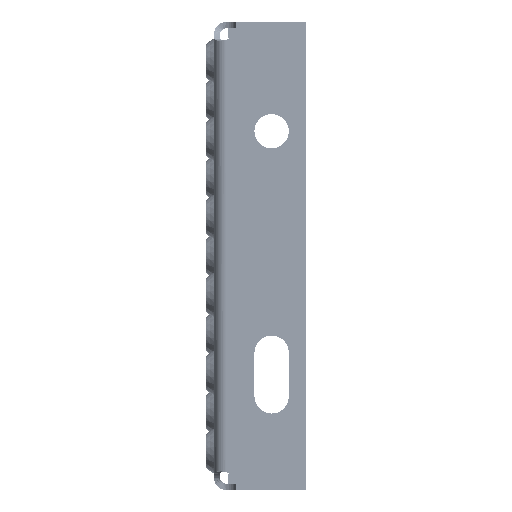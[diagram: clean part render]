
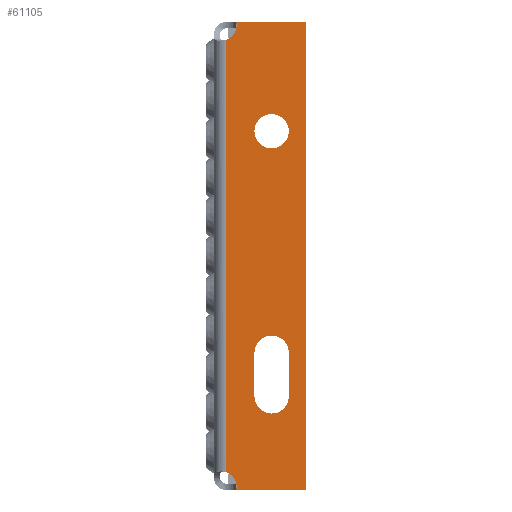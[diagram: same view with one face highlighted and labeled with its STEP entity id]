
A CAD part, left-side view. The second image highlights one B-rep face of the part: STEP entity #61105.
In plain terms, the highlighted planar face has unit normal (-1, 0, 0).
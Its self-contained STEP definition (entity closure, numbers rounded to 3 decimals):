
#1241 = VECTOR ( 'NONE', #37503, 1000. ) ;
#1979 = VERTEX_POINT ( 'NONE', #75539 ) ;
#2293 = ORIENTED_EDGE ( 'NONE', *, *, #30923, .F. ) ;
#3416 = CARTESIAN_POINT ( 'NONE',  ( -350., -7.187, 75. ) ) ;
#4055 = DIRECTION ( 'NONE',  ( 0., -1., 0. ) ) ;
#4258 = EDGE_CURVE ( 'NONE', #68638, #40837, #29619, .T. ) ;
#4993 = AXIS2_PLACEMENT_3D ( 'NONE', #101391, #47424, #110435 ) ;
#5489 = CARTESIAN_POINT ( 'NONE',  ( -350., -2.288, 74. ) ) ;
#6861 = FACE_BOUND ( 'NONE', #116029, .T. ) ;
#6934 = LINE ( 'NONE', #91907, #1241 ) ;
#10217 = LINE ( 'NONE', #30761, #58254 ) ;
#10394 = CIRCLE ( 'NONE', #4993, 5. ) ;
#11568 = CARTESIAN_POINT ( 'NONE',  ( -350., -18.498, 40. ) ) ;
#11633 = ORIENTED_EDGE ( 'NONE', *, *, #116156, .T. ) ;
#13290 = CARTESIAN_POINT ( 'NONE',  ( -350., -12.998, -31. ) ) ;
#13862 = AXIS2_PLACEMENT_3D ( 'NONE', #112197, #58192, #4055 ) ;
#14596 = DIRECTION ( 'NONE',  ( 0., 0., 1. ) ) ;
#17631 = LINE ( 'NONE', #21535, #89614 ) ;
#17717 = CIRCLE ( 'NONE', #20098, 5.5 ) ;
#18351 = ORIENTED_EDGE ( 'NONE', *, *, #33582, .T. ) ;
#19574 = CIRCLE ( 'NONE', #66744, 5.5 ) ;
#20098 = AXIS2_PLACEMENT_3D ( 'NONE', #96423, #42416, #105460 ) ;
#20686 = DIRECTION ( 'NONE',  ( 0., -1., 0. ) ) ;
#21535 = CARTESIAN_POINT ( 'NONE',  ( -350., -29.498, -75. ) ) ;
#23142 = VECTOR ( 'NONE', #70149, 1000. ) ;
#25418 = EDGE_CURVE ( 'NONE', #40837, #32655, #17631, .T. ) ;
#25975 = CARTESIAN_POINT ( 'NONE',  ( -350., -23.998, -31. ) ) ;
#28439 = DIRECTION ( 'NONE',  ( 0., 0., 1. ) ) ;
#29619 = LINE ( 'NONE', #50800, #53633 ) ;
#30761 = CARTESIAN_POINT ( 'NONE',  ( -350., -29.498, 75. ) ) ;
#30923 = EDGE_CURVE ( 'NONE', #80942, #79632, #68766, .T. ) ;
#31856 = DIRECTION ( 'NONE',  ( -1., 0., 0. ) ) ;
#32655 = VERTEX_POINT ( 'NONE', #77166 ) ;
#32698 = EDGE_CURVE ( 'NONE', #114804, #1979, #17717, .T. ) ;
#33582 = EDGE_CURVE ( 'NONE', #113242, #68638, #10394, .T. ) ;
#34977 = LINE ( 'NONE', #45431, #80152 ) ;
#35741 = AXIS2_PLACEMENT_3D ( 'NONE', #100232, #82489, #28439 ) ;
#36645 = ORIENTED_EDGE ( 'NONE', *, *, #4258, .T. ) ;
#37331 = EDGE_CURVE ( 'NONE', #32655, #74473, #10217, .T. ) ;
#37503 = DIRECTION ( 'NONE',  ( 0., 0., -1. ) ) ;
#38796 = CARTESIAN_POINT ( 'NONE',  ( -350., -4., 69.302 ) ) ;
#40331 = ORIENTED_EDGE ( 'NONE', *, *, #113910, .F. ) ;
#40837 = VERTEX_POINT ( 'NONE', #86857 ) ;
#42416 = DIRECTION ( 'NONE',  ( -1., 0., 0. ) ) ;
#44695 = ORIENTED_EDGE ( 'NONE', *, *, #25418, .T. ) ;
#45431 = CARTESIAN_POINT ( 'NONE',  ( -350., -23.998, -74. ) ) ;
#46043 = AXIS2_PLACEMENT_3D ( 'NONE', #5489, #68728, #14596 ) ;
#47424 = DIRECTION ( 'NONE',  ( 1., 0., 0. ) ) ;
#47961 = EDGE_CURVE ( 'NONE', #107171, #53365, #19574, .T. ) ;
#48525 = ORIENTED_EDGE ( 'NONE', *, *, #53519, .F. ) ;
#50800 = CARTESIAN_POINT ( 'NONE',  ( -350., -7.187, -75. ) ) ;
#53365 = VERTEX_POINT ( 'NONE', #13290 ) ;
#53519 = EDGE_CURVE ( 'NONE', #113242, #73841, #71197, .T. ) ;
#53633 = VECTOR ( 'NONE', #113814, 1000. ) ;
#54487 = DIRECTION ( 'NONE',  ( 0., 0., 1. ) ) ;
#57585 = DIRECTION ( 'NONE',  ( 0., 1., 0. ) ) ;
#58192 = DIRECTION ( 'NONE',  ( -1., 0., 0. ) ) ;
#58254 = VECTOR ( 'NONE', #57585, 1000. ) ;
#60923 = ORIENTED_EDGE ( 'NONE', *, *, #37331, .T. ) ;
#61105 = ADVANCED_FACE ( 'NONE', ( #78926, #6861, #100069 ), #109245, .T. ) ;
#63017 = ORIENTED_EDGE ( 'NONE', *, *, #47961, .F. ) ;
#63562 = CARTESIAN_POINT ( 'NONE',  ( -350., -12.998, -45. ) ) ;
#65042 = EDGE_LOOP ( 'NONE', ( #63017, #108100, #110957, #88769 ) ) ;
#66744 = AXIS2_PLACEMENT_3D ( 'NONE', #85921, #31856, #94943 ) ;
#68638 = VERTEX_POINT ( 'NONE', #99181 ) ;
#68728 = DIRECTION ( 'NONE',  ( 1., 0., 0. ) ) ;
#68766 = CIRCLE ( 'NONE', #13862, 5.5 ) ;
#70149 = DIRECTION ( 'NONE',  ( 0., 0., 1. ) ) ;
#71197 = LINE ( 'NONE', #96925, #23142 ) ;
#73841 = VERTEX_POINT ( 'NONE', #38796 ) ;
#74240 = EDGE_CURVE ( 'NONE', #1979, #107171, #34977, .T. ) ;
#74473 = VERTEX_POINT ( 'NONE', #3416 ) ;
#74780 = DIRECTION ( 'NONE',  ( -1., 0., 0. ) ) ;
#75539 = CARTESIAN_POINT ( 'NONE',  ( -350., -23.998, -45. ) ) ;
#75648 = DIRECTION ( 'NONE',  ( 0., 0., 1. ) ) ;
#76771 = AXIS2_PLACEMENT_3D ( 'NONE', #11568, #74780, #20686 ) ;
#77166 = CARTESIAN_POINT ( 'NONE',  ( -350., -29.498, 75. ) ) ;
#77362 = CARTESIAN_POINT ( 'NONE',  ( -350., -23.998, 40. ) ) ;
#77600 = CARTESIAN_POINT ( 'NONE',  ( -350., -4., -69.302 ) ) ;
#78926 = FACE_BOUND ( 'NONE', #65042, .T. ) ;
#79632 = VERTEX_POINT ( 'NONE', #77362 ) ;
#80152 = VECTOR ( 'NONE', #54487, 1000. ) ;
#80942 = VERTEX_POINT ( 'NONE', #108190 ) ;
#81636 = EDGE_CURVE ( 'NONE', #53365, #114804, #6934, .T. ) ;
#82489 = DIRECTION ( 'NONE',  ( -1., 0., 0. ) ) ;
#85921 = CARTESIAN_POINT ( 'NONE',  ( -350., -18.498, -31. ) ) ;
#86857 = CARTESIAN_POINT ( 'NONE',  ( -350., -29.498, -75. ) ) ;
#88769 = ORIENTED_EDGE ( 'NONE', *, *, #81636, .F. ) ;
#89614 = VECTOR ( 'NONE', #75648, 1000. ) ;
#91907 = CARTESIAN_POINT ( 'NONE',  ( -350., -12.998, -74. ) ) ;
#94943 = DIRECTION ( 'NONE',  ( 0., -1., 0. ) ) ;
#96423 = CARTESIAN_POINT ( 'NONE',  ( -350., -18.498, -45. ) ) ;
#96925 = CARTESIAN_POINT ( 'NONE',  ( -350., -4., -74. ) ) ;
#98512 = CIRCLE ( 'NONE', #46043, 5. ) ;
#99181 = CARTESIAN_POINT ( 'NONE',  ( -350., -7.187, -75. ) ) ;
#100069 = FACE_OUTER_BOUND ( 'NONE', #109895, .T. ) ;
#100232 = CARTESIAN_POINT ( 'NONE',  ( -350., -2.288, -74. ) ) ;
#101391 = CARTESIAN_POINT ( 'NONE',  ( -350., -2.288, -74. ) ) ;
#104647 = CIRCLE ( 'NONE', #76771, 5.5 ) ;
#105460 = DIRECTION ( 'NONE',  ( 0., -1., 0. ) ) ;
#107171 = VERTEX_POINT ( 'NONE', #25975 ) ;
#108100 = ORIENTED_EDGE ( 'NONE', *, *, #74240, .F. ) ;
#108190 = CARTESIAN_POINT ( 'NONE',  ( -350., -12.998, 40. ) ) ;
#109245 = PLANE ( 'NONE',  #35741 ) ;
#109895 = EDGE_LOOP ( 'NONE', ( #48525, #18351, #36645, #44695, #60923, #11633 ) ) ;
#110435 = DIRECTION ( 'NONE',  ( 0., 0., 1. ) ) ;
#110957 = ORIENTED_EDGE ( 'NONE', *, *, #32698, .F. ) ;
#112197 = CARTESIAN_POINT ( 'NONE',  ( -350., -18.498, 40. ) ) ;
#113242 = VERTEX_POINT ( 'NONE', #77600 ) ;
#113814 = DIRECTION ( 'NONE',  ( 0., -1., 0. ) ) ;
#113910 = EDGE_CURVE ( 'NONE', #79632, #80942, #104647, .T. ) ;
#114804 = VERTEX_POINT ( 'NONE', #63562 ) ;
#116029 = EDGE_LOOP ( 'NONE', ( #2293, #40331 ) ) ;
#116156 = EDGE_CURVE ( 'NONE', #74473, #73841, #98512, .T. ) ;
